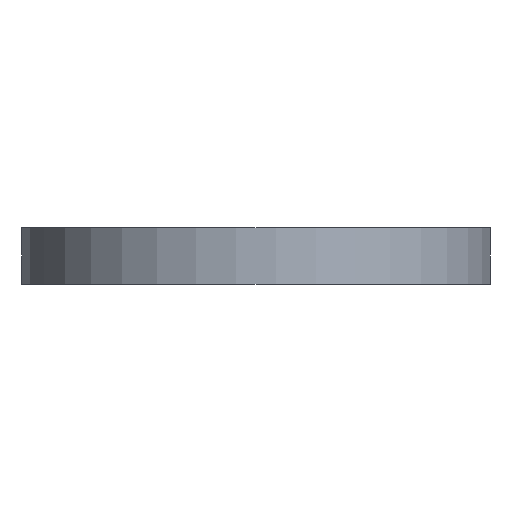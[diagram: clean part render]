
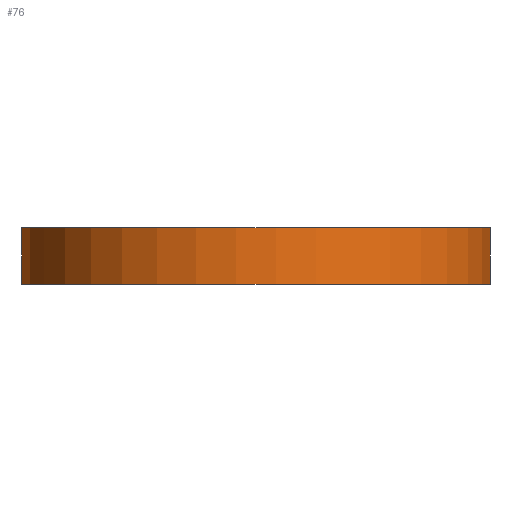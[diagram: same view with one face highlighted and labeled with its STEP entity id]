
A CAD part, front view. The second image highlights one B-rep face of the part: STEP entity #76.
In plain terms, the highlighted cylindrical face has radius 61.82 mm (diameter 123.64 mm), a partial arc.
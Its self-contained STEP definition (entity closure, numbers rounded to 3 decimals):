
#76 = ADVANCED_FACE( '', ( #92 ), #93, .T. );
#92 = FACE_OUTER_BOUND( '', #132, .T. );
#93 = CYLINDRICAL_SURFACE( '', #133, 61.82 );
#132 = EDGE_LOOP( '', ( #181, #182, #183, #184 ) );
#133 = AXIS2_PLACEMENT_3D( '', #185, #186, #187 );
#181 = ORIENTED_EDGE( '', *, *, #281, .T. );
#182 = ORIENTED_EDGE( '', *, *, #284, .T. );
#183 = ORIENTED_EDGE( '', *, *, #285, .F. );
#184 = ORIENTED_EDGE( '', *, *, #286, .T. );
#185 = CARTESIAN_POINT( '', ( 0., 0., 15. ) );
#186 = DIRECTION( '', ( 0., 0., 1. ) );
#187 = DIRECTION( '', ( -1., 0., 0. ) );
#281 = EDGE_CURVE( '', #319, #317, #320, .T. );
#284 = EDGE_CURVE( '', #317, #324, #325, .T. );
#285 = EDGE_CURVE( '', #326, #324, #327, .T. );
#286 = EDGE_CURVE( '', #326, #319, #328, .F. );
#317 = VERTEX_POINT( '', #376 );
#319 = VERTEX_POINT( '', #379 );
#320 = CIRCLE( '', #380, 61.82 );
#324 = VERTEX_POINT( '', #386 );
#325 = LINE( '', #387, #388 );
#326 = VERTEX_POINT( '', #389 );
#327 = CIRCLE( '', #390, 61.82 );
#328 = LINE( '', #391, #392 );
#376 = CARTESIAN_POINT( '', ( -6.5, 61.477, 15. ) );
#379 = CARTESIAN_POINT( '', ( 6.5, 61.477, 15. ) );
#380 = AXIS2_PLACEMENT_3D( '', #447, #448, #449 );
#386 = CARTESIAN_POINT( '', ( -6.5, 61.477, 0. ) );
#387 = CARTESIAN_POINT( '', ( -6.5, 61.477, 15. ) );
#388 = VECTOR( '', #452, 1000. );
#389 = CARTESIAN_POINT( '', ( 6.5, 61.477, 0. ) );
#390 = AXIS2_PLACEMENT_3D( '', #453, #454, #455 );
#391 = CARTESIAN_POINT( '', ( 6.5, 61.477, 15. ) );
#392 = VECTOR( '', #456, 1000. );
#447 = CARTESIAN_POINT( '', ( 0., 0., 15. ) );
#448 = DIRECTION( '', ( 0., 0., -1. ) );
#449 = DIRECTION( '', ( 1., 0., 0. ) );
#452 = DIRECTION( '', ( 0., 0., -1. ) );
#453 = CARTESIAN_POINT( '', ( 0., 0., 0. ) );
#454 = DIRECTION( '', ( 0., 0., -1. ) );
#455 = DIRECTION( '', ( 1., 0., 0. ) );
#456 = DIRECTION( '', ( 0., 0., -1. ) );
